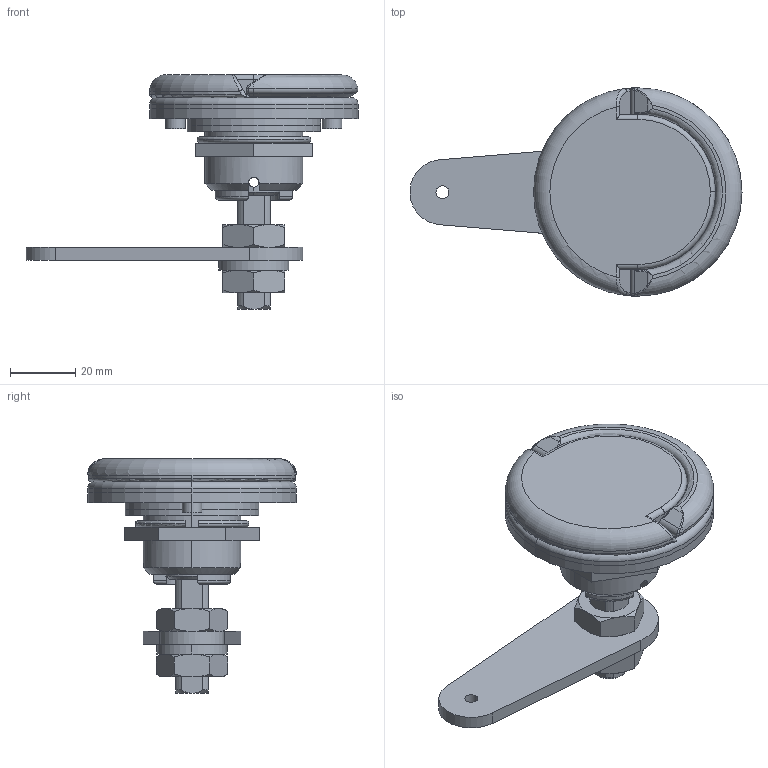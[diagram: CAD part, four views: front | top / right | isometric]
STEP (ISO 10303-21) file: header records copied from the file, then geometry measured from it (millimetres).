
FILE_DESCRIPTION (( 'STEP AP203' ), '1' );
FILE_NAME ('A-1288-2-2.STEP', '2017-08-07T07:02:53', ( '' ), ( '' ), 'SwSTEP 2.0', 'SolidWorks 2014', '' );
FILE_SCHEMA (( 'CONFIG_CONTROL_DESIGN' ));
Length unit declared in the file: millimetre
Products named in the file (12): A-1288-2止め金_; A-1288-2-2; A-1288-2僗儁乕僒乕_; A-1288-2取手受台__A-1288-2-2; 六角ナットM12（3種）_JIS B 1181 Hexagon nut - Class 1 Finished M12 --N; A-1288-2ベース_; A-1288-2六角ナット_; A-1288-2パッキン_; A-1288-2スプリングワッシャー_; A-1288-2取手_; A-1288-2軸_; A-1288-2儕儞僌儚僢僔儍乕_
Assembly tree (13 placements, depth 2):
  A-1288-2-2
    A-1288-2ベース_
    A-1288-2軸_
    A-1288-2取手受台__A-1288-2-2
    A-1288-2パッキン_
    A-1288-2止め金_
    A-1288-2取手_
    A-1288-2僗儁乕僒乕_  x2
    A-1288-2六角ナット_
    A-1288-2儕儞僌儚僢僔儍乕_
    六角ナットM12（3種）_JIS B 1181 Hexagon nut - Class 1 Finished M12 --N  x2
    A-1288-2スプリングワッシャー_
Bounding box: 101.96 x 64 x 72 mm (x, y, z)
Volume: 73303.1 mm3; surface area: 44503.4 mm2
Topology: 13 solids, 13 shells, 311 faces, 736 edges, 450 vertices
Faces by surface type: cylinder 111, plane 109, cone 44, bspline 28, torus 19
Entity records: 10704 total; most frequent: CARTESIAN_POINT 3022, ORIENTED_EDGE 1332, DIRECTION 1329, EDGE_CURVE 666, AXIS2_PLACEMENT_3D 536, VERTEX_POINT 414, EDGE_LOOP 314, FACE_OUTER_BOUND 283
